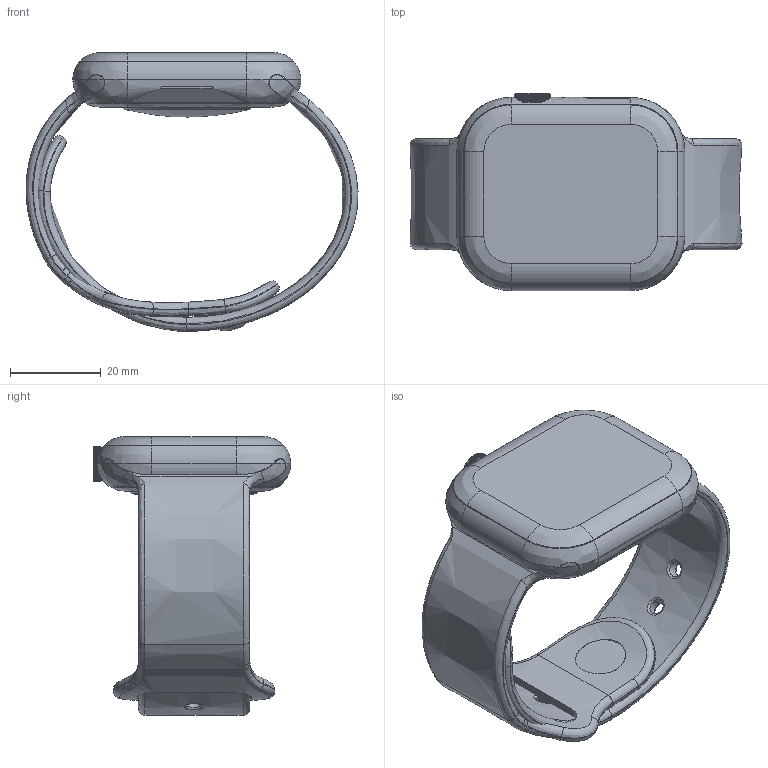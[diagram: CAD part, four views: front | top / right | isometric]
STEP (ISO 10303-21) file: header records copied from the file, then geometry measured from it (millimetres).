
FILE_DESCRIPTION(('FreeCAD Model'),'2;1');
FILE_NAME('Open CASCADE Shape Model','2025-04-27T21:29:13',('FreeCAD'),( 'FreeCAD'),'Open CASCADE STEP processor 7.6','FreeCAD','Unknown');
FILE_SCHEMA(('AUTOMOTIVE_DESIGN { 1 0 10303 214 1 1 1 1 }'));
Products named in the file (1): Open CASCADE STEP translator 7.6 1
Bounding box: 73.25 x 43.55 x 61.48 mm (x, y, z)
Volume: 38945.9 mm3; surface area: 26517 mm2
Topology: 7 solids, 7 shells, 1714 faces, 4807 edges, 3137 vertices
Faces by surface type: bspline 1714
Entity records: 62429 total; most frequent: CARTESIAN_POINT 34237, ORIENTED_EDGE 9570, EDGE_CURVE 4785, B_SPLINE_CURVE_WITH_KNOTS 3927, VERTEX_POINT 3125, FACE_BOUND 1791, EDGE_LOOP 1791, ADVANCED_FACE 1714
